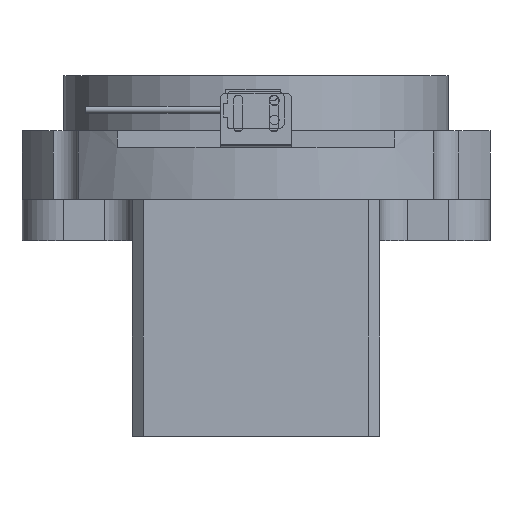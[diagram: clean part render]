
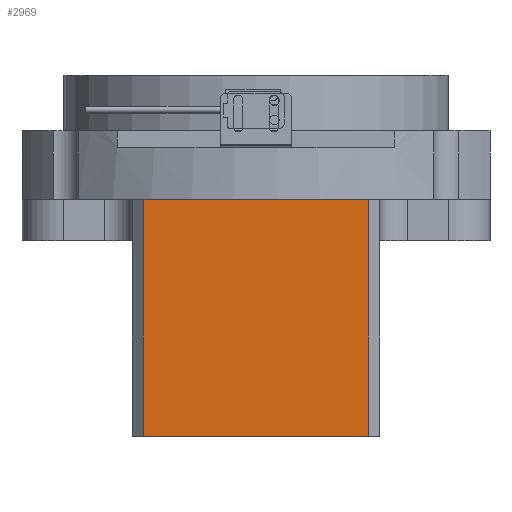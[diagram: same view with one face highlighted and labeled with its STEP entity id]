
A CAD part, front view. The second image highlights one B-rep face of the part: STEP entity #2969.
In plain terms, the highlighted planar face has unit normal (0, -1, 0).
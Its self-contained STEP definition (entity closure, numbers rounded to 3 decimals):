
#367 = LINE ( 'NONE', #3095, #2755 ) ;
#1212 = VERTEX_POINT ( 'NONE', #3908 ) ;
#1892 = DIRECTION ( 'NONE',  ( -1., 0., 0. ) ) ;
#1966 = LINE ( 'NONE', #3345, #3893 ) ;
#2084 = VECTOR ( 'NONE', #2087, 1000. ) ;
#2087 = DIRECTION ( 'NONE',  ( 0., 0., -1. ) ) ;
#2614 = EDGE_CURVE ( 'NONE', #1212, #5752, #1966, .T. ) ;
#2755 = VECTOR ( 'NONE', #1892, 1000. ) ;
#2969 = ADVANCED_FACE ( 'NONE', ( #4316 ), #2978, .F. ) ;
#2978 = PLANE ( 'NONE',  #6449 ) ;
#2984 = CARTESIAN_POINT ( 'NONE',  ( -41., -130.6, -71. ) ) ;
#3095 = CARTESIAN_POINT ( 'NONE',  ( 41., -130.6, -71. ) ) ;
#3345 = CARTESIAN_POINT ( 'NONE',  ( 41., -130.6, 60. ) ) ;
#3514 = EDGE_CURVE ( 'NONE', #5752, #4265, #367, .T. ) ;
#3775 = DIRECTION ( 'NONE',  ( 0., 0., 1. ) ) ;
#3893 = VECTOR ( 'NONE', #7363, 1000. ) ;
#3908 = CARTESIAN_POINT ( 'NONE',  ( 41., -130.6, 15. ) ) ;
#4045 = ORIENTED_EDGE ( 'NONE', *, *, #7177, .T. ) ;
#4120 = DIRECTION ( 'NONE',  ( 1., 0., 0. ) ) ;
#4127 = EDGE_LOOP ( 'NONE', ( #4373, #4045, #6696, #7083 ) ) ;
#4265 = VERTEX_POINT ( 'NONE', #2984 ) ;
#4310 = LINE ( 'NONE', #7034, #2084 ) ;
#4316 = FACE_OUTER_BOUND ( 'NONE', #4127, .T. ) ;
#4373 = ORIENTED_EDGE ( 'NONE', *, *, #7949, .F. ) ;
#4747 = CARTESIAN_POINT ( 'NONE',  ( -41., -130.6, 15. ) ) ;
#4871 = LINE ( 'NONE', #4747, #6235 ) ;
#5291 = CARTESIAN_POINT ( 'NONE',  ( -41., -130.6, 15. ) ) ;
#5752 = VERTEX_POINT ( 'NONE', #7938 ) ;
#6235 = VECTOR ( 'NONE', #4120, 1000. ) ;
#6253 = VERTEX_POINT ( 'NONE', #5291 ) ;
#6449 = AXIS2_PLACEMENT_3D ( 'NONE', #8520, #8343, #3775 ) ;
#6696 = ORIENTED_EDGE ( 'NONE', *, *, #3514, .F. ) ;
#7034 = CARTESIAN_POINT ( 'NONE',  ( -41., -130.6, 60. ) ) ;
#7083 = ORIENTED_EDGE ( 'NONE', *, *, #2614, .F. ) ;
#7177 = EDGE_CURVE ( 'NONE', #6253, #4265, #4310, .T. ) ;
#7363 = DIRECTION ( 'NONE',  ( 0., 0., -1. ) ) ;
#7938 = CARTESIAN_POINT ( 'NONE',  ( 41., -130.6, -71. ) ) ;
#7949 = EDGE_CURVE ( 'NONE', #6253, #1212, #4871, .T. ) ;
#8343 = DIRECTION ( 'NONE',  ( 0., 1., 0. ) ) ;
#8520 = CARTESIAN_POINT ( 'NONE',  ( -41., -130.6, 60. ) ) ;
